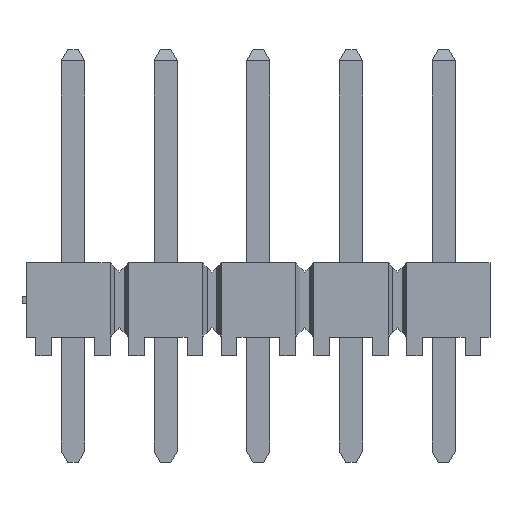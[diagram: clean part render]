
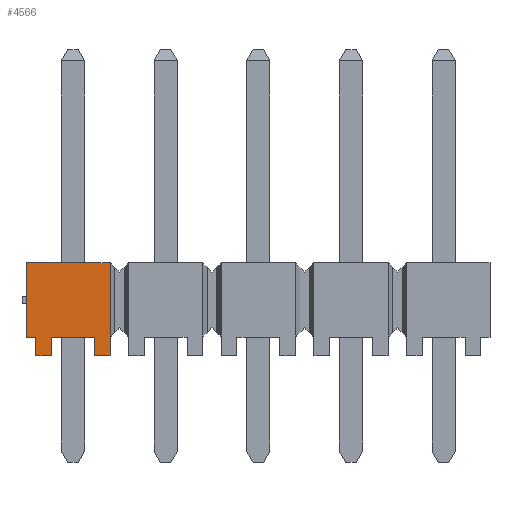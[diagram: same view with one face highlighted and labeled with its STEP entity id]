
A CAD part, top view. The second image highlights one B-rep face of the part: STEP entity #4566.
In plain terms, the highlighted planar face has unit normal (0, 0, 1).
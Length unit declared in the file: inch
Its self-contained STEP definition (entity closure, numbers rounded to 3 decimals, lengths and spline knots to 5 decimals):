
#143=ORIENTED_EDGE('',*,*,#1451,.F.);
#144=ORIENTED_EDGE('',*,*,#1452,.F.);
#145=ORIENTED_EDGE('',*,*,#1453,.T.);
#146=ORIENTED_EDGE('',*,*,#1454,.F.);
#147=ORIENTED_EDGE('',*,*,#1455,.F.);
#148=ORIENTED_EDGE('',*,*,#1456,.T.);
#149=ORIENTED_EDGE('',*,*,#1457,.F.);
#150=ORIENTED_EDGE('',*,*,#1458,.F.);
#151=ORIENTED_EDGE('',*,*,#1459,.F.);
#152=ORIENTED_EDGE('',*,*,#1460,.T.);
#153=ORIENTED_EDGE('',*,*,#1461,.F.);
#1451=EDGE_CURVE('',#2035,#2054,#2525,.T.);
#1452=EDGE_CURVE('',#2101,#2035,#2526,.T.);
#1453=EDGE_CURVE('',#2101,#2102,#2527,.T.);
#1454=EDGE_CURVE('',#2103,#2102,#2528,.T.);
#1455=EDGE_CURVE('',#2104,#2103,#2529,.T.);
#1456=EDGE_CURVE('',#2104,#2105,#2530,.T.);
#1457=EDGE_CURVE('',#2106,#2105,#2531,.T.);
#1458=EDGE_CURVE('',#2107,#2106,#2532,.T.);
#1459=EDGE_CURVE('',#2108,#2107,#2533,.T.);
#1460=EDGE_CURVE('',#2108,#2109,#2534,.T.);
#1461=EDGE_CURVE('',#2054,#2109,#2535,.T.);
#2035=VERTEX_POINT('',#6342);
#2054=VERTEX_POINT('',#6384);
#2101=VERTEX_POINT('',#6490);
#2102=VERTEX_POINT('',#6492);
#2103=VERTEX_POINT('',#6494);
#2104=VERTEX_POINT('',#6496);
#2105=VERTEX_POINT('',#6498);
#2106=VERTEX_POINT('',#6500);
#2107=VERTEX_POINT('',#6502);
#2108=VERTEX_POINT('',#6504);
#2109=VERTEX_POINT('',#6506);
#2525=LINE('',#6488,#3183);
#2526=LINE('',#6489,#3184);
#2527=LINE('',#6491,#3185);
#2528=LINE('',#6493,#3186);
#2529=LINE('',#6495,#3187);
#2530=LINE('',#6497,#3188);
#2531=LINE('',#6499,#3189);
#2532=LINE('',#6501,#3190);
#2533=LINE('',#6503,#3191);
#2534=LINE('',#6505,#3192);
#2535=LINE('',#6507,#3193);
#3183=VECTOR('',#5232,39.37008);
#3184=VECTOR('',#5233,39.37008);
#3185=VECTOR('',#5234,39.37008);
#3186=VECTOR('',#5235,39.37008);
#3187=VECTOR('',#5236,39.37008);
#3188=VECTOR('',#5237,39.37008);
#3189=VECTOR('',#5238,39.37008);
#3190=VECTOR('',#5239,39.37008);
#3191=VECTOR('',#5240,39.37008);
#3192=VECTOR('',#5241,39.37008);
#3193=VECTOR('',#5242,39.37008);
#3753=EDGE_LOOP('',(#143,#144,#145,#146,#147,#148,#149,#150,#151,#152,#153));
#4031=FACE_BOUND('',#3753,.T.);
#4309=PLANE('',#4849);
#4566=ADVANCED_FACE('',(#4031),#4309,.F.);
#4849=AXIS2_PLACEMENT_3D('',#6487,#5230,#5231);
#5230=DIRECTION('',(0.,0.,-1.));
#5231=DIRECTION('',(-1.,0.,0.));
#5232=DIRECTION('',(0.,-1.,0.));
#5233=DIRECTION('',(1.,0.,0.));
#5234=DIRECTION('',(0.,-1.,0.));
#5235=DIRECTION('',(-1.,0.,0.));
#5236=DIRECTION('',(0.,1.,0.));
#5237=DIRECTION('',(1.,0.,0.));
#5238=DIRECTION('',(0.,-1.,0.));
#5239=DIRECTION('',(-1.,0.,0.));
#5240=DIRECTION('',(0.,1.,0.));
#5241=DIRECTION('',(1.,0.,0.));
#5242=DIRECTION('',(0.,-1.,0.));
#6342=CARTESIAN_POINT('',(-0.16,0.1,0.05));
#6384=CARTESIAN_POINT('',(-0.16,0.02,0.05));
#6487=CARTESIAN_POINT('',(-0.25,0.1,0.05));
#6488=CARTESIAN_POINT('',(-0.16,0.1,0.05));
#6489=CARTESIAN_POINT('',(-0.25,0.1,0.05));
#6490=CARTESIAN_POINT('',(-0.25,0.1,0.05));
#6491=CARTESIAN_POINT('',(-0.25,0.1,0.05));
#6492=CARTESIAN_POINT('',(-0.25,0.02,0.05));
#6493=CARTESIAN_POINT('',(-0.25,0.02,0.05));
#6494=CARTESIAN_POINT('',(-0.24012,0.02,0.05));
#6495=CARTESIAN_POINT('',(-0.24012,0.1,0.05));
#6496=CARTESIAN_POINT('',(-0.24012,0.,0.05));
#6497=CARTESIAN_POINT('',(-0.25,0.,0.05));
#6498=CARTESIAN_POINT('',(-0.22312,0.,0.05));
#6499=CARTESIAN_POINT('',(-0.22312,0.1,0.05));
#6500=CARTESIAN_POINT('',(-0.22312,0.02,0.05));
#6501=CARTESIAN_POINT('',(-0.25,0.02,0.05));
#6502=CARTESIAN_POINT('',(-0.17688,0.02,0.05));
#6503=CARTESIAN_POINT('',(-0.17688,0.1,0.05));
#6504=CARTESIAN_POINT('',(-0.17688,0.,0.05));
#6505=CARTESIAN_POINT('',(-0.25,0.,0.05));
#6506=CARTESIAN_POINT('',(-0.16,0.,0.05));
#6507=CARTESIAN_POINT('',(-0.16,0.1,0.05));
